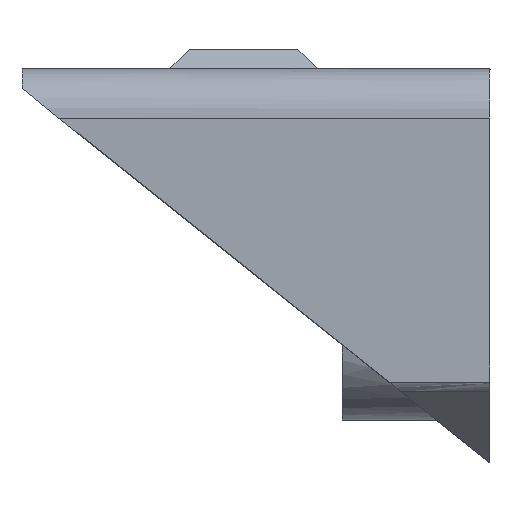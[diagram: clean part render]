
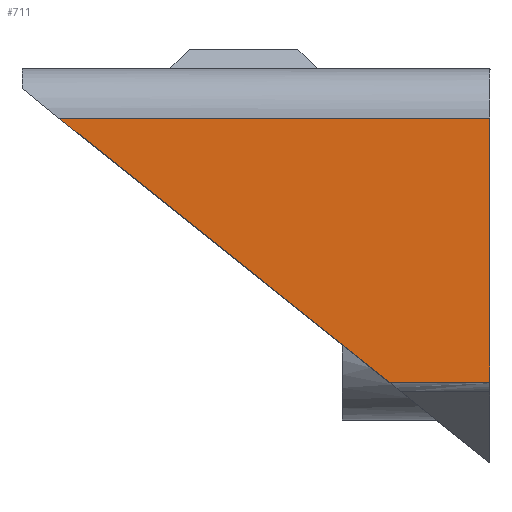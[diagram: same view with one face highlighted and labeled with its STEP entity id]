
A CAD part, left-side view. The second image highlights one B-rep face of the part: STEP entity #711.
In plain terms, the highlighted planar face has unit normal (-1, 0, 0).
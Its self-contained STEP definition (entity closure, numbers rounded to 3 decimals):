
#30=B_SPLINE_CURVE_WITH_KNOTS('',3,(#1593,#1594,#1595,#1596),
 .UNSPECIFIED.,.F.,.F.,(4,4),(1.54,1.95),
 .UNSPECIFIED.);
#114=FACE_OUTER_BOUND('',#166,.T.);
#166=EDGE_LOOP('',(#641,#642,#643,#644));
#179=LINE('',#996,#242);
#185=LINE('',#1018,#248);
#212=LINE('',#1277,#275);
#242=VECTOR('',#812,10.);
#248=VECTOR('',#834,10.);
#275=VECTOR('',#873,10.);
#302=VERTEX_POINT('',#993);
#303=VERTEX_POINT('',#995);
#311=VERTEX_POINT('',#1017);
#344=VERTEX_POINT('',#1268);
#370=EDGE_CURVE('',#302,#303,#179,.T.);
#381=EDGE_CURVE('',#303,#311,#185,.T.);
#422=EDGE_CURVE('',#302,#344,#212,.T.);
#442=EDGE_CURVE('',#344,#311,#30,.T.);
#641=ORIENTED_EDGE('',*,*,#370,.F.);
#642=ORIENTED_EDGE('',*,*,#422,.T.);
#643=ORIENTED_EDGE('',*,*,#442,.T.);
#644=ORIENTED_EDGE('',*,*,#381,.F.);
#670=PLANE('',#783);
#711=ADVANCED_FACE('',(#114),#670,.T.);
#783=AXIS2_PLACEMENT_3D('',#1639,#963,#964);
#812=DIRECTION('',(0.,-1.,0.));
#834=DIRECTION('',(0.,0.,-1.));
#873=DIRECTION('',(0.,-0.781,-0.625));
#963=DIRECTION('center_axis',(-1.,0.,0.));
#964=DIRECTION('ref_axis',(0.,-1.,0.));
#993=CARTESIAN_POINT('',(-304.5,29.9,-522.));
#995=CARTESIAN_POINT('',(-304.5,12.4,-522.));
#996=CARTESIAN_POINT('',(-304.5,26.65,-522.));
#1017=CARTESIAN_POINT('',(-304.5,12.4,-532.718));
#1018=CARTESIAN_POINT('',(-304.5,12.4,-520.4));
#1268=CARTESIAN_POINT('',(-304.5,16.503,-532.718));
#1277=CARTESIAN_POINT('',(-304.5,32.4,-520.));
#1593=CARTESIAN_POINT('Ctrl Pts',(-304.5,16.503,-532.718));
#1594=CARTESIAN_POINT('Ctrl Pts',(-304.5,15.135,-532.718));
#1595=CARTESIAN_POINT('Ctrl Pts',(-304.5,13.768,-532.718));
#1596=CARTESIAN_POINT('Ctrl Pts',(-304.5,12.4,-532.718));
#1639=CARTESIAN_POINT('Origin',(-304.5,21.9,-528.));
